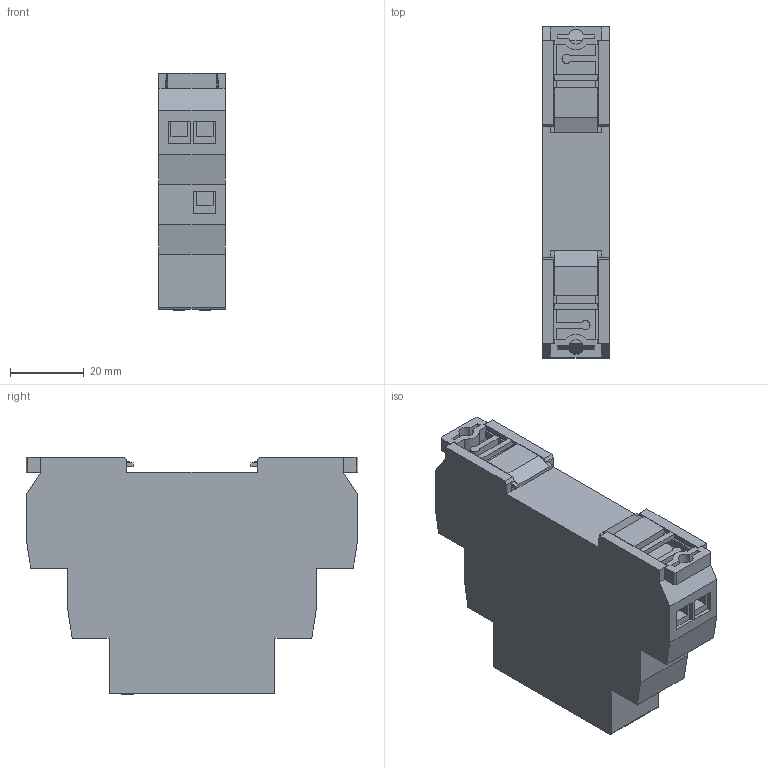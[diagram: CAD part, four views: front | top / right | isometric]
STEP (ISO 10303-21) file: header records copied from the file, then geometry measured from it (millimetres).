
FILE_DESCRIPTION (( 'STEP AP203' ), '1' );
FILE_NAME ('ORF-03-220-460VAC Ðåëå ôàç ORF 03. 3ô 220-460 Â AC IEK.STEP', '2017-12-25T12:40:33', ( '' ), ( '' ), 'SwSTEP 2.0', 'SolidWorks 2014', '' );
FILE_SCHEMA (( 'CONFIG_CONTROL_DESIGN' ));
Length unit declared in the file: millimetre
Products named in the file (1): ORF-03-220-460VAC Ðåëå ôàç ORF 03. 3ô 220-460 Â AC IEK
Bounding box: 18 x 90 x 64.3 mm (x, y, z)
Volume: 77390.4 mm3; surface area: 18076.2 mm2
Topology: 1 solids, 2 shells, 531 faces, 1466 edges, 967 vertices
Faces by surface type: plane 450, bspline 44, cylinder 25, torus 12
Full cylindrical faces by diameter (mm): 1.38 x1, 3.095 x2, 4.3 x6
Entity records: 19003 total; most frequent: CARTESIAN_POINT 5712, ORIENTED_EDGE 2898, DIRECTION 2398, EDGE_CURVE 1449, VECTOR 1252, LINE 1252, VERTEX_POINT 959, EDGE_LOOP 584
